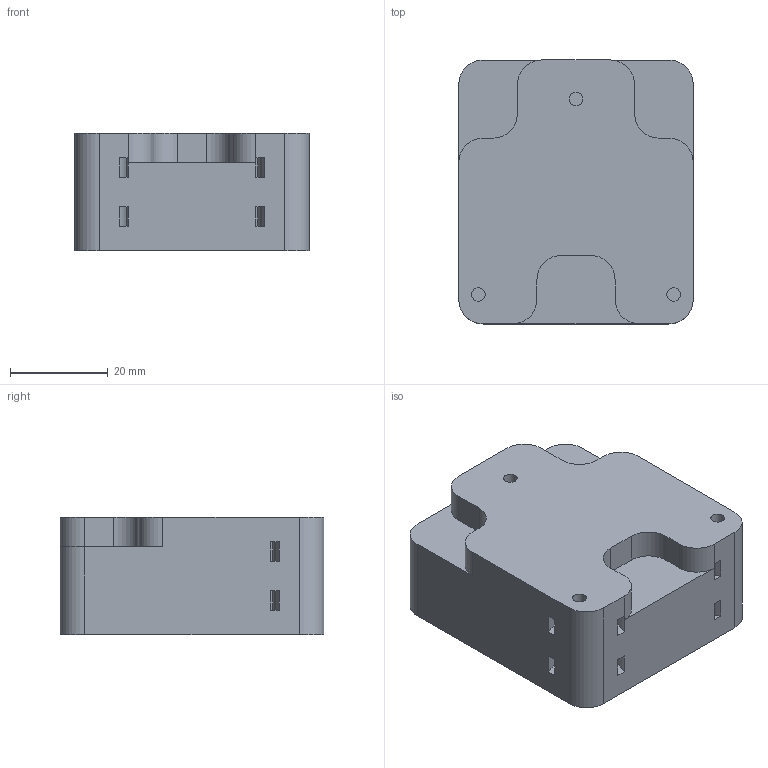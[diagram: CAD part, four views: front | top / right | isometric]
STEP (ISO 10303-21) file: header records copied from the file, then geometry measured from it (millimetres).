
FILE_DESCRIPTION(('FreeCAD Model'),'2;1');
FILE_NAME('x-carriage-adapter-x1.step', '2021-05-22T14:09:25',('Author'),(''), 'Open CASCADE STEP processor 7.3','FreeCAD','Unknown');
FILE_SCHEMA(('AUTOMOTIVE_DESIGN { 1 0 10303 214 1 1 1 1 }'));
Length unit declared in the file: millimetre
Products named in the file (1): carriage-adapter
Bounding box: 48 x 54 x 24 mm (x, y, z)
Volume: 55279.9 mm3; surface area: 11176.5 mm2
Topology: 1 solids, 1 shells, 70 faces, 191 edges, 129 vertices
Faces by surface type: cylinder 38, plane 31, sphere 1
Full cylindrical faces by diameter (mm): 2.8 x7
Entity records: 4777 total; most frequent: CARTESIAN_POINT 1072, DIRECTION 668, ORIENTED_EDGE 380, PCURVE 380, DEFINITIONAL_REPRESENTATION 380, LINE 329, VECTOR 329, EDGE_CURVE 190
